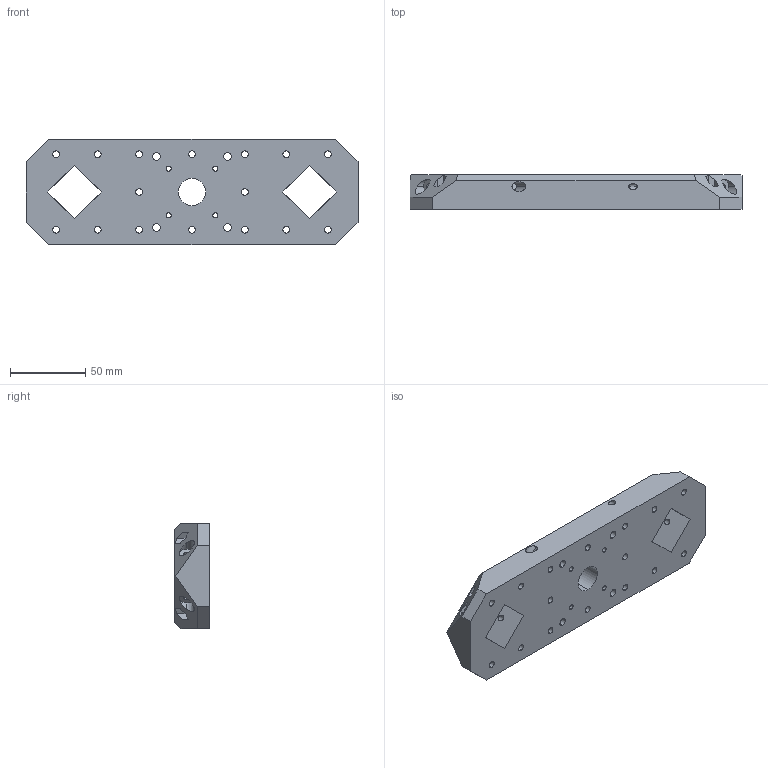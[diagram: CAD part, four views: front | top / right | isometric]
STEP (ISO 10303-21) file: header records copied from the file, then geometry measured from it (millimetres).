
FILE_DESCRIPTION (( 'STEP AP214' ), '1' );
FILE_NAME ('X Axis Box Section Mount 25x25mm.STEP', '2020-02-13T12:42:11', ( '' ), ( '' ), 'SwSTEP 2.0', 'SolidWorks 2019', '' );
FILE_SCHEMA (( 'AUTOMOTIVE_DESIGN' ));
Length unit declared in the file: millimetre
Products named in the file (1): X Axis Box Section Mount 25x25mm
Bounding box: 220 x 23 x 70 mm (x, y, z)
Volume: 210342.7 mm3; surface area: 53944.5 mm2
Topology: 1 solids, 1 shells, 235 faces, 638 edges, 424 vertices
Faces by surface type: plane 145, cylinder 90
Entity records: 7578 total; most frequent: CARTESIAN_POINT 1394, ORIENTED_EDGE 1276, DIRECTION 1226, EDGE_CURVE 638, VECTOR 458, LINE 458, VERTEX_POINT 424, AXIS2_PLACEMENT_3D 384
